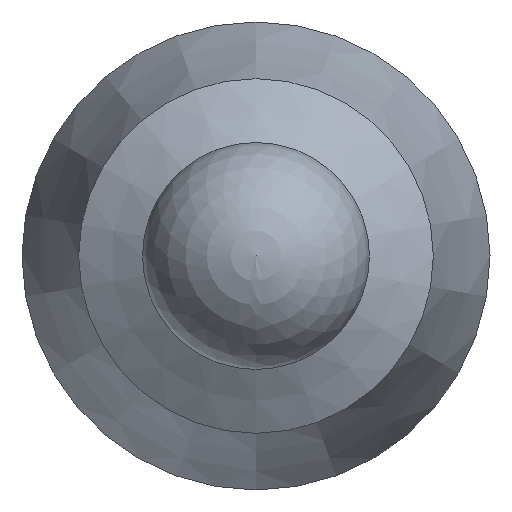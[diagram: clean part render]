
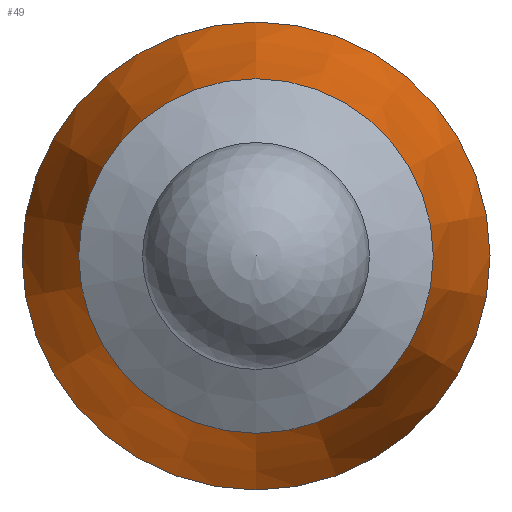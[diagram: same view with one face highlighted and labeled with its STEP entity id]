
A CAD part, front view. The second image highlights one B-rep face of the part: STEP entity #49.
In plain terms, the highlighted conical face has half-angle 15 degrees and reference radius 1.06 mm.
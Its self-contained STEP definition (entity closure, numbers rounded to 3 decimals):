
#37=CONICAL_SURFACE('',#175,1.061,15.);
#49=ADVANCED_FACE('',(#72,#73),#37,.T.);
#72=FACE_BOUND('',#93,.T.);
#73=FACE_BOUND('',#94,.T.);
#93=EDGE_LOOP('',(#115));
#94=EDGE_LOOP('',(#116));
#115=ORIENTED_EDGE('',*,*,#144,.T.);
#116=ORIENTED_EDGE('',*,*,#145,.F.);
#133=VERTEX_POINT('',#253);
#134=VERTEX_POINT('',#255);
#144=EDGE_CURVE('',#133,#133,#155,.T.);
#145=EDGE_CURVE('',#134,#134,#156,.T.);
#155=CIRCLE('',#173,1.65);
#156=CIRCLE('',#174,1.25);
#173=AXIS2_PLACEMENT_3D('',#252,#210,#211);
#174=AXIS2_PLACEMENT_3D('',#254,#212,#213);
#175=AXIS2_PLACEMENT_3D('',#256,#214,#215);
#210=DIRECTION('',(0.,-1.,0.));
#211=DIRECTION('',(0.,0.,-1.));
#212=DIRECTION('',(0.,-1.,0.));
#213=DIRECTION('',(0.,0.,1.));
#214=DIRECTION('',(0.,1.,0.));
#215=DIRECTION('',(0.,0.,1.));
#252=CARTESIAN_POINT('',(0.,15.81,0.));
#253=CARTESIAN_POINT('',(0.,15.81,-1.65));
#254=CARTESIAN_POINT('',(0.,14.317,0.));
#255=CARTESIAN_POINT('',(0.,14.317,1.25));
#256=CARTESIAN_POINT('',(0.,13.61,0.));
